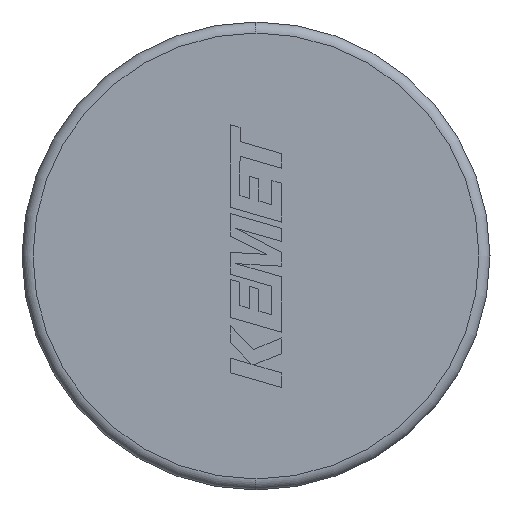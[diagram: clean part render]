
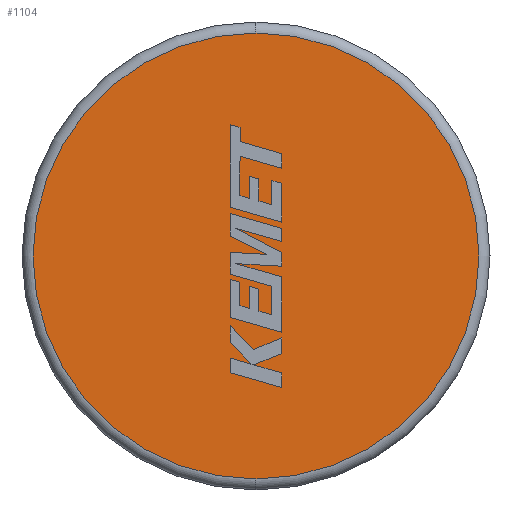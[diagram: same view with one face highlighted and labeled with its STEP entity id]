
A CAD part, left-side view. The second image highlights one B-rep face of the part: STEP entity #1104.
In plain terms, the highlighted planar face has unit normal (-1, 0, 0).
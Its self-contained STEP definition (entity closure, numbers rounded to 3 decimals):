
#35 = DIRECTION ( 'NONE',  ( 0., 0., -1. ) ) ;
#108 = CARTESIAN_POINT ( 'NONE',  ( 0., 0., 0. ) ) ;
#168 = ORIENTED_EDGE ( 'NONE', *, *, #2028, .T. ) ;
#415 = DIRECTION ( 'NONE',  ( 0., 0., -1. ) ) ;
#473 = CARTESIAN_POINT ( 'NONE',  ( 0., 0., 4.05 ) ) ;
#549 = CARTESIAN_POINT ( 'NONE',  ( 0., 0., 0. ) ) ;
#637 = EDGE_LOOP ( 'NONE', ( #168, #2136 ) ) ;
#866 = AXIS2_PLACEMENT_3D ( 'NONE', #108, #1163, #415 ) ;
#868 = DIRECTION ( 'NONE',  ( 0., 0., -1. ) ) ;
#1104 = ADVANCED_FACE ( 'NONE', ( #2014 ), #3294, .F. ) ;
#1163 = DIRECTION ( 'NONE',  ( 1., 0., 0. ) ) ;
#1592 = CARTESIAN_POINT ( 'NONE',  ( 0., 0., 0. ) ) ;
#1603 = DIRECTION ( 'NONE',  ( -1., 0., 0. ) ) ;
#1611 = DIRECTION ( 'NONE',  ( -1., 0., 0. ) ) ;
#1746 = CARTESIAN_POINT ( 'NONE',  ( 0., 0., -4.05 ) ) ;
#1797 = VERTEX_POINT ( 'NONE', #473 ) ;
#1899 = VERTEX_POINT ( 'NONE', #1746 ) ;
#2014 = FACE_OUTER_BOUND ( 'NONE', #637, .T. ) ;
#2028 = EDGE_CURVE ( 'NONE', #1899, #1797, #2573, .T. ) ;
#2067 = CIRCLE ( 'NONE', #2615, 4.05 ) ;
#2136 = ORIENTED_EDGE ( 'NONE', *, *, #3269, .T. ) ;
#2542 = AXIS2_PLACEMENT_3D ( 'NONE', #549, #1611, #868 ) ;
#2573 = CIRCLE ( 'NONE', #2542, 4.05 ) ;
#2615 = AXIS2_PLACEMENT_3D ( 'NONE', #1592, #1603, #35 ) ;
#3269 = EDGE_CURVE ( 'NONE', #1797, #1899, #2067, .T. ) ;
#3294 = PLANE ( 'NONE',  #866 ) ;
